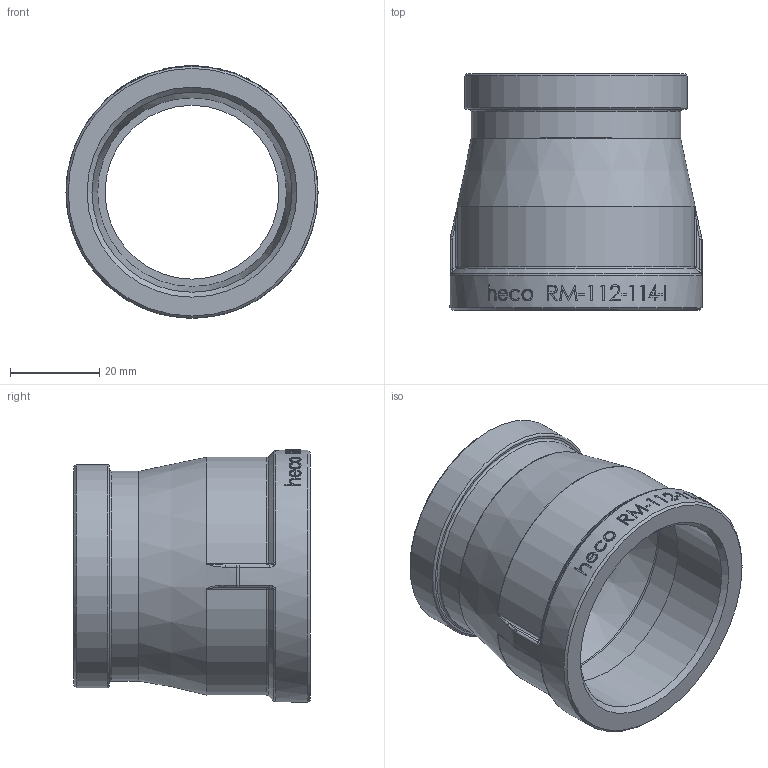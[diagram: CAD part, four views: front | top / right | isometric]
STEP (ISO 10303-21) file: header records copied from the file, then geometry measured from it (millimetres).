
FILE_DESCRIPTION (( 'STEP AP214' ), '1' );
FILE_NAME ('heco_RM-112-114-I.STEP', '2015-10-26T15:03:48', ( 'test' ), ( '' ), 'SwSTEP 2.0', 'SolidWorks 2011', '' );
FILE_SCHEMA (( 'AUTOMOTIVE_DESIGN' ));
Length unit declared in the file: millimetre
Products named in the file (1): heco_RM-112-114-I
Bounding box: 56.5 x 53 x 56.6 mm (x, y, z)
Volume: 30868.3 mm3; surface area: 18290.2 mm2
Topology: 1 solids, 1 shells, 231 faces, 577 edges, 371 vertices
Faces by surface type: bspline 88, plane 83, cylinder 36, torus 12, cone 8, sphere 4
Full cylindrical faces by diameter (mm): 38.952 x1, 44.845 x1, 47 x1, 48.7 x1, 50 x1, 56.5 x1
Entity records: 15116 total; most frequent: CARTESIAN_POINT 9589, ORIENTED_EDGE 1108, DIRECTION 690, EDGE_CURVE 554, VERTEX_POINT 364, B_SPLINE_CURVE_WITH_KNOTS 288, AXIS2_PLACEMENT_3D 280, EDGE_LOOP 272
